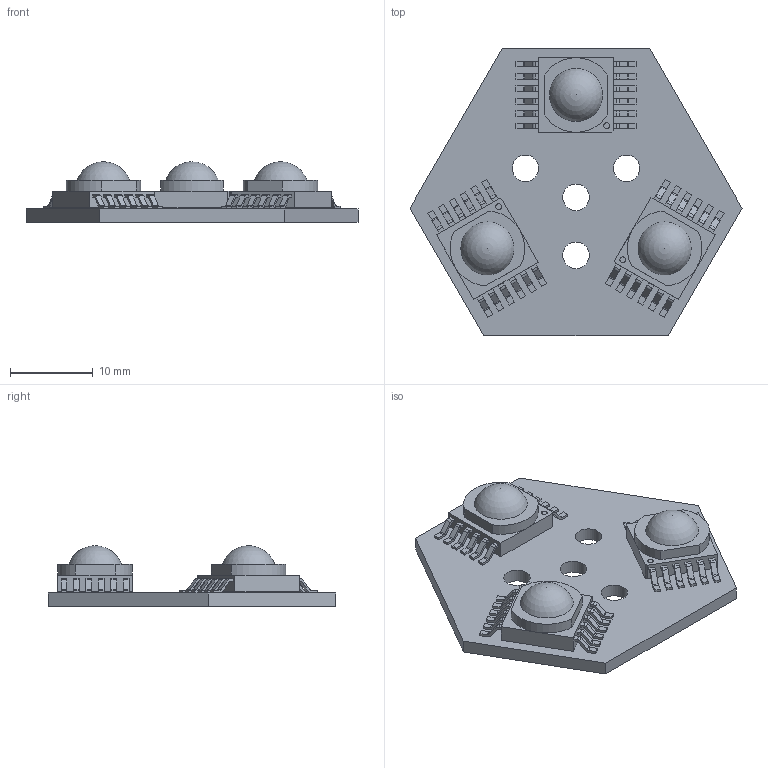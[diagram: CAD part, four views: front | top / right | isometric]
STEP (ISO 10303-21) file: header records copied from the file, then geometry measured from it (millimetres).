
FILE_DESCRIPTION(('KiCad electronic assembly'),'2;1');
FILE_NAME('PicoPar6_LED3x.stp','2020-04-13T16:20:20',('An Author'),( 'A Company'),'Open CASCADE STEP processor 6.9', 'KiCad to STEP converter','Unknown');
FILE_SCHEMA(('AUTOMOTIVE_DESIGN { 1 0 10303 214 1 1 1 1 }'));
Length unit declared in the file: millimetre
Products named in the file (4): Open CASCADE STEP translator 6.9 1; LED_RGBWA+UV; SOLID; COMPOUND
Assembly tree (5 placements, depth 3):
  Open CASCADE STEP translator 6.9 1
    LED_RGBWA+UV  x3
      SOLID
    COMPOUND
Bounding box: 40.08 x 34.71 x 7.3 mm (x, y, z)
Volume: 2452.2 mm3; surface area: 3610.3 mm2
Topology: 4 solids, 4 shells, 645 faces, 1782 edges, 1187 vertices
Faces by surface type: plane 371, cylinder 271, sphere 3
Full cylindrical faces by diameter (mm): 0.5 x111, 0.7 x3, 3.2 x4, 6 x3
Entity records: 21482 total; most frequent: CARTESIAN_POINT 3725, DIRECTION 3411, LINE 1821, VECTOR 1821, ORIENTED_EDGE 1670, PCURVE 1670, DEFINITIONAL_REPRESENTATION 1670, EDGE_CURVE 835
